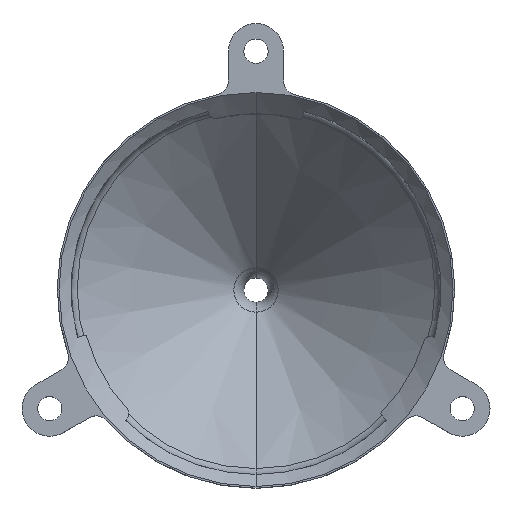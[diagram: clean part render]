
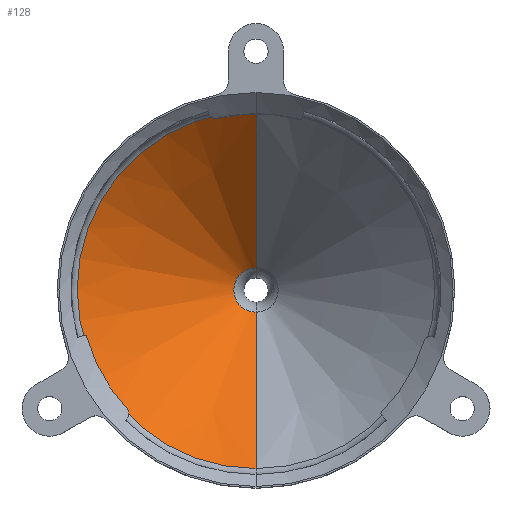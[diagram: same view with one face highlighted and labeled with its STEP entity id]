
A CAD part, top view. The second image highlights one B-rep face of the part: STEP entity #128.
In plain terms, the highlighted conical face has half-angle 45 degrees and reference radius 53.5 mm.
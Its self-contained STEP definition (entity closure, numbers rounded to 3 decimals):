
#59 = CARTESIAN_POINT ( 'NONE',  ( 0., 53.5, 69.957 ) ) ;
#66 = CARTESIAN_POINT ( 'NONE',  ( 0., -53.5, 69.957 ) ) ;
#68 = AXIS2_PLACEMENT_3D ( 'NONE', #532, #2184, #724 ) ;
#128 = ADVANCED_FACE ( 'NONE', ( #1871 ), #1740, .F. ) ;
#240 = ORIENTED_EDGE ( 'NONE', *, *, #616, .T. ) ;
#249 = LINE ( 'NONE', #66, #782 ) ;
#264 = DIRECTION ( 'NONE',  ( 0., 0.707, 0.707 ) ) ;
#266 = VERTEX_POINT ( 'NONE', #776 ) ;
#461 = CARTESIAN_POINT ( 'NONE',  ( 0., 0., 22.886 ) ) ;
#497 = DIRECTION ( 'NONE',  ( 0., -1., 0. ) ) ;
#515 = EDGE_CURVE ( 'NONE', #1836, #266, #249, .T. ) ;
#532 = CARTESIAN_POINT ( 'NONE',  ( 0., 0., 69.957 ) ) ;
#616 = EDGE_CURVE ( 'NONE', #1409, #266, #1341, .T. ) ;
#656 = DIRECTION ( 'NONE',  ( 0., 1., 0. ) ) ;
#668 = DIRECTION ( 'NONE',  ( 0., -0.707, 0.707 ) ) ;
#689 = DIRECTION ( 'NONE',  ( 0., 0., -1. ) ) ;
#724 = DIRECTION ( 'NONE',  ( 0., -1., 0. ) ) ;
#776 = CARTESIAN_POINT ( 'NONE',  ( 0., -51.743, 68.199 ) ) ;
#782 = VECTOR ( 'NONE', #668, 1000. ) ;
#808 = CARTESIAN_POINT ( 'NONE',  ( 0., -6.429, 22.886 ) ) ;
#841 = CARTESIAN_POINT ( 'NONE',  ( 0., 51.743, 68.199 ) ) ;
#864 = CARTESIAN_POINT ( 'NONE',  ( 0., 6.429, 22.886 ) ) ;
#931 = VERTEX_POINT ( 'NONE', #864 ) ;
#967 = AXIS2_PLACEMENT_3D ( 'NONE', #2543, #1120, #497 ) ;
#974 = VECTOR ( 'NONE', #264, 1000. ) ;
#1089 = EDGE_CURVE ( 'NONE', #1836, #931, #1535, .T. ) ;
#1120 = DIRECTION ( 'NONE',  ( 0., 0., 1. ) ) ;
#1182 = ORIENTED_EDGE ( 'NONE', *, *, #515, .F. ) ;
#1341 = CIRCLE ( 'NONE', #967, 51.743 ) ;
#1409 = VERTEX_POINT ( 'NONE', #841 ) ;
#1519 = EDGE_CURVE ( 'NONE', #931, #1409, #2020, .T. ) ;
#1535 = CIRCLE ( 'NONE', #2582, 6.429 ) ;
#1641 = ORIENTED_EDGE ( 'NONE', *, *, #1519, .T. ) ;
#1740 = CONICAL_SURFACE ( 'NONE', #68, 53.5, 0.785 ) ;
#1836 = VERTEX_POINT ( 'NONE', #808 ) ;
#1871 = FACE_OUTER_BOUND ( 'NONE', #2547, .T. ) ;
#2020 = LINE ( 'NONE', #59, #974 ) ;
#2145 = ORIENTED_EDGE ( 'NONE', *, *, #1089, .T. ) ;
#2184 = DIRECTION ( 'NONE',  ( 0., 0., 1. ) ) ;
#2543 = CARTESIAN_POINT ( 'NONE',  ( 0., 0., 68.199 ) ) ;
#2547 = EDGE_LOOP ( 'NONE', ( #2145, #1641, #240, #1182 ) ) ;
#2582 = AXIS2_PLACEMENT_3D ( 'NONE', #461, #689, #656 ) ;
